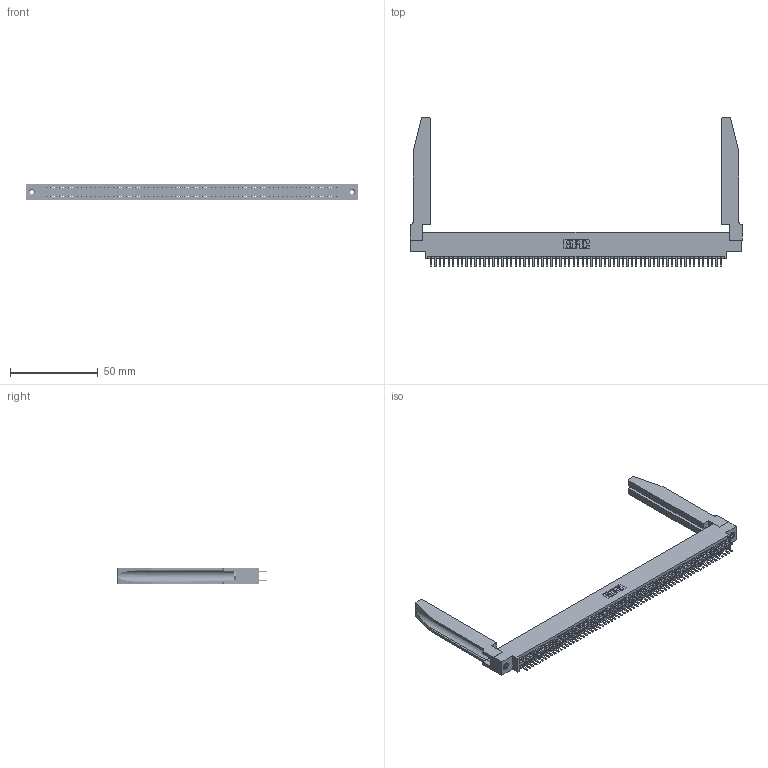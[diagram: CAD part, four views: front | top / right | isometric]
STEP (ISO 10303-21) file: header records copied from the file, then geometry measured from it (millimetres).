
FILE_DESCRIPTION (( 'STEP AP203' ), '1' );
FILE_NAME ('395-132-520-878.STEP', '2019-10-29T05:13:56', ( '' ), ( '' ), 'SwSTEP 2.0', 'SolidWorks 2016', '' );
FILE_SCHEMA (( 'CONFIG_CONTROL_DESIGN' ));
Length unit declared in the file: inch
Products named in the file (5): 345 Part_0.170 Offset - 0.156 Dia-TH; 345-292-001_345-293-120; 345-250-001_345-250-001-102; 345-220-078_345-220-078; 395-132-520-878
Assembly tree (137 placements, depth 2):
  395-132-520-878
    345 Part_0.170 Offset - 0.156 Dia-TH
    345-292-001_345-293-120  x132
    345-250-001_345-250-001-102  x2
    345-220-078_345-220-078  x2
Bounding box: 188.87 x 84.96 x 9.4 mm (x, y, z)
Volume: 26169.2 mm3; surface area: 34519.9 mm2
Topology: 137 solids, 137 shells, 7492 faces, 21685 edges, 14094 vertices
Faces by surface type: plane 4846, cylinder 2594, bspline 36, cone 12, torus 4
Entity records: 53540 total; most frequent: CARTESIAN_POINT 9883, ORIENTED_EDGE 8702, DIRECTION 7665, EDGE_CURVE 4351, VECTOR 3857, LINE 3857, VERTEX_POINT 2892, AXIS2_PLACEMENT_3D 1904
